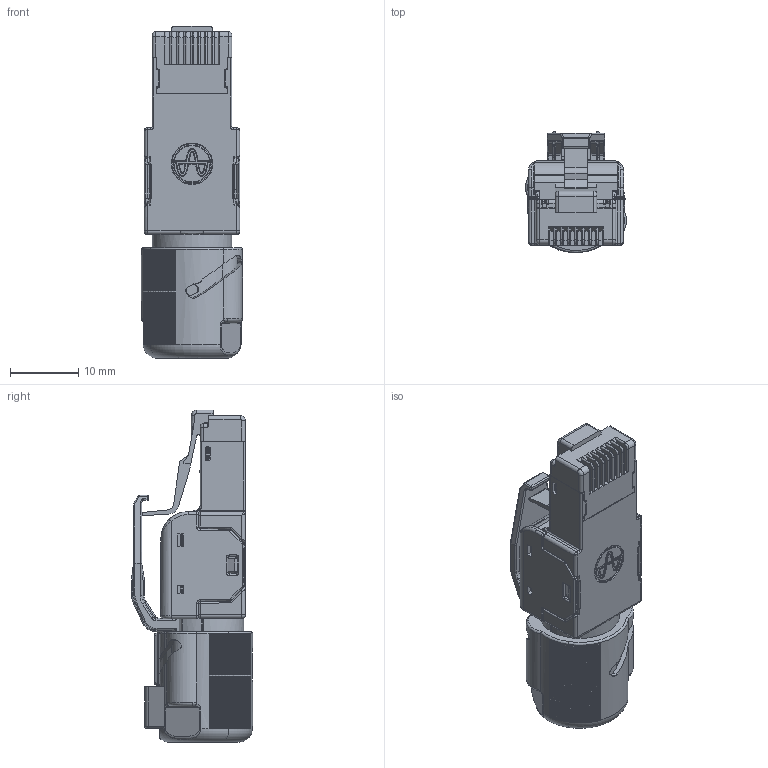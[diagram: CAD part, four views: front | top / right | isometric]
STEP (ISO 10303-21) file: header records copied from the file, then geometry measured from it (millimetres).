
FILE_DESCRIPTION (( 'STEP AP203' ), '1' );
FILE_NAME ('Customer-BB1643A41(82-00727).STEP', '2020-05-25T23:36:44', ( '' ), ( '' ), 'SwSTEP 2.0', 'SolidWorks 2018', '' );
FILE_SCHEMA (( 'CONFIG_CONTROL_DESIGN' ));
Length unit declared in the file: millimetre
Products named in the file (1): Customer-BB1643A41(82-00727)
Bounding box: 14.83 x 17.77 x 48.73 mm (x, y, z)
Volume: 0.1 mm3; surface area: 3519.9 mm2
Topology: 4 solids, 5 shells, 1670 faces, 4273 edges, 2551 vertices
Faces by surface type: plane 705, cylinder 644, torus 153, bspline 116, sphere 46, cone 6
Entity records: 54305 total; most frequent: CARTESIAN_POINT 15210, ORIENTED_EDGE 8396, DIRECTION 8085, EDGE_CURVE 4198, AXIS2_PLACEMENT_3D 2890, VERTEX_POINT 2551, LINE 2305, VECTOR 2305
